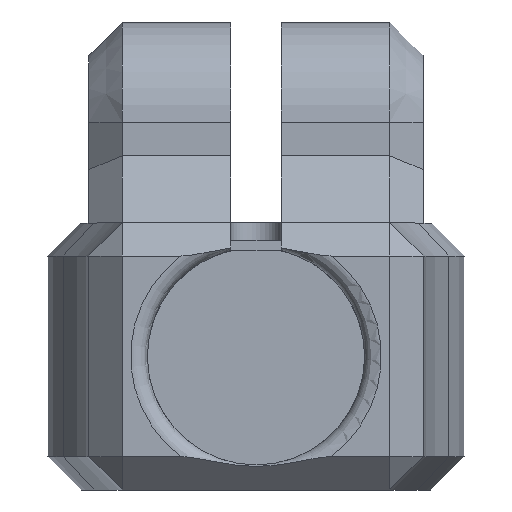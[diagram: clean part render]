
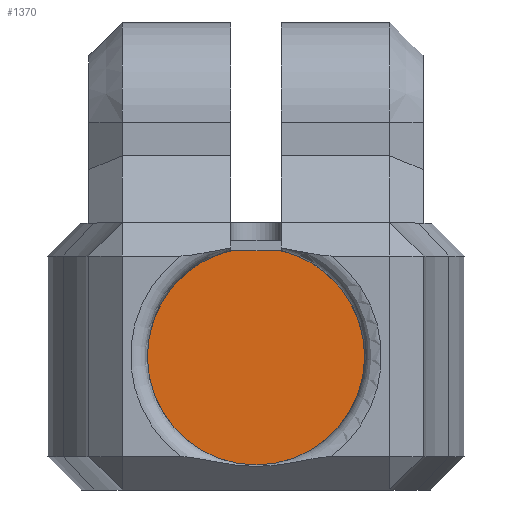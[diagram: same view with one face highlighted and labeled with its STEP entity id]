
A CAD part, left-side view. The second image highlights one B-rep face of the part: STEP entity #1370.
In plain terms, the highlighted planar face has unit normal (-1, 0, 0).
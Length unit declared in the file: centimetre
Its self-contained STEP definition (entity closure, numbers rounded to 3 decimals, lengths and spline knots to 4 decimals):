
#191=CIRCLE('',#1487,0.325);
#304=VERTEX_POINT('',#2650);
#730=EDGE_CURVE('',#304,#304,#191,.T.);
#1085=ORIENTED_EDGE('',*,*,#730,.T.);
#1197=EDGE_LOOP('',(#1085));
#1288=FACE_BOUND('',#1197,.T.);
#1370=ADVANCED_FACE('',(#1288),#2719,.T.);
#1487=AXIS2_PLACEMENT_3D('',#2649,#1788,#1789);
#1493=AXIS2_PLACEMENT_3D('',#2659,#1799,$);
#1788=DIRECTION('',(-1.,0.,0.));
#1789=DIRECTION('',(0.,0.,0.325));
#1799=DIRECTION('',(-1.,0.,0.));
#2649=CARTESIAN_POINT('',(-0.6,0.,0.4));
#2650=CARTESIAN_POINT('',(-0.6,0.,0.725));
#2659=CARTESIAN_POINT('',(-0.6,0.,0.4));
#2719=PLANE('',#1493);
